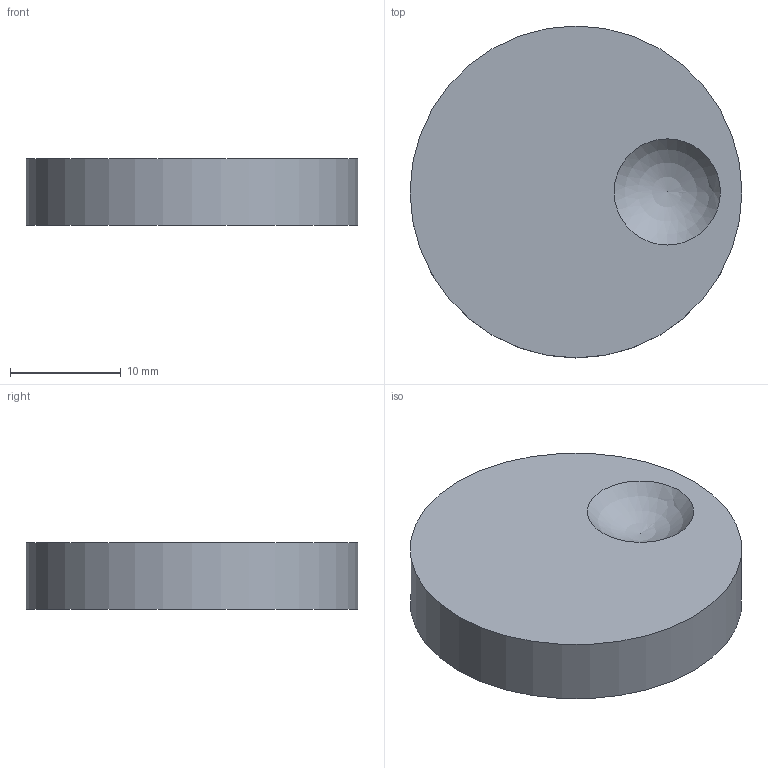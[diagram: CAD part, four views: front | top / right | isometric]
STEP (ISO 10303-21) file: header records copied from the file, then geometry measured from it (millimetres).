
FILE_DESCRIPTION(('FreeCAD Model'),'2;1');
FILE_NAME('Open CASCADE Shape Model','2023-03-11T21:12:55',('Author'),( ''),'Open CASCADE STEP processor 7.6','FreeCAD','Unknown');
FILE_SCHEMA(('AUTOMOTIVE_DESIGN { 1 0 10303 214 1 1 1 1 }'));
Length unit declared in the file: millimetre
Products named in the file (1): difference001
Bounding box: 30 x 30 x 6 mm (x, y, z)
Volume: 4062.3 mm3; surface area: 2053.8 mm2
Topology: 1 solids, 1 shells, 7 faces, 12 edges, 8 vertices
Faces by surface type: cylinder 3, plane 3, sphere 1
Full cylindrical faces by diameter (mm): 30 x1
Entity records: 338 total; most frequent: CARTESIAN_POINT 63, DIRECTION 53, ORIENTED_EDGE 22, PCURVE 22, DEFINITIONAL_REPRESENTATION 22, AXIS2_PLACEMENT_3D 16, LINE 16, VECTOR 16
